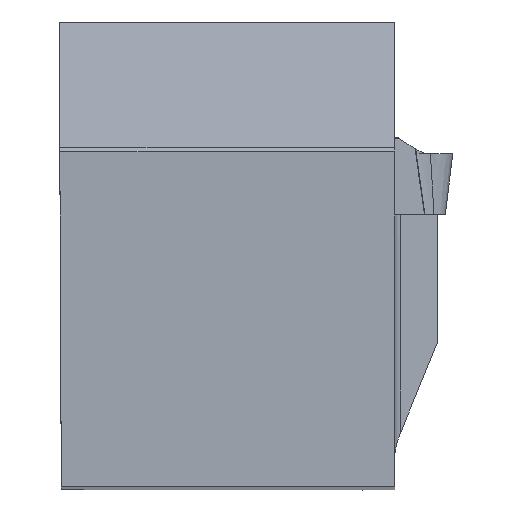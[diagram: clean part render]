
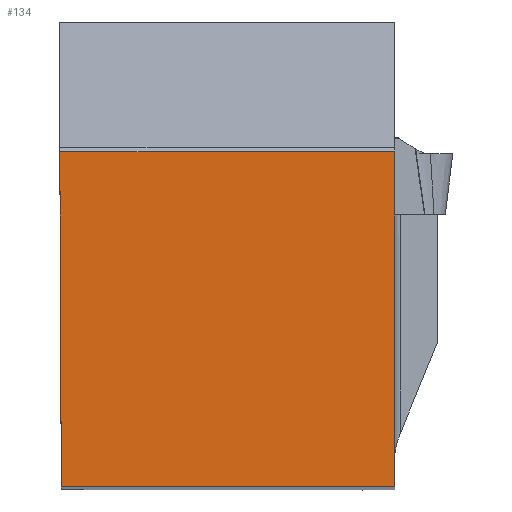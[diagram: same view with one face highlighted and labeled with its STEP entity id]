
A CAD part, top view. The second image highlights one B-rep face of the part: STEP entity #134.
In plain terms, the highlighted planar face has unit normal (0, 0, 1).
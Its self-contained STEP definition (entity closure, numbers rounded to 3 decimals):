
#134=ADVANCED_FACE('',(#220),#186,.F.);
#186=PLANE('',#1207);
#220=FACE_OUTER_BOUND('',#271,.T.);
#271=EDGE_LOOP('',(#458,#459,#460,#461));
#458=ORIENTED_EDGE('',*,*,#866,.T.);
#459=ORIENTED_EDGE('',*,*,#855,.T.);
#460=ORIENTED_EDGE('',*,*,#867,.F.);
#461=ORIENTED_EDGE('',*,*,#858,.F.);
#739=VERTEX_POINT('',#1570);
#740=VERTEX_POINT('',#1572);
#741=VERTEX_POINT('',#1576);
#742=VERTEX_POINT('',#1578);
#855=EDGE_CURVE('',#740,#739,#1005,.T.);
#858=EDGE_CURVE('',#741,#742,#1008,.T.);
#866=EDGE_CURVE('',#741,#740,#1016,.T.);
#867=EDGE_CURVE('',#742,#739,#1017,.T.);
#1005=LINE('',#1571,#1085);
#1008=LINE('',#1577,#1088);
#1016=LINE('',#1592,#1096);
#1017=LINE('',#1593,#1097);
#1085=VECTOR('',#1320,1.);
#1088=VECTOR('',#1325,1.);
#1096=VECTOR('',#1339,1.);
#1097=VECTOR('',#1340,1.);
#1207=AXIS2_PLACEMENT_3D('',#1594,#1341,#1342);
#1320=DIRECTION('',(0.,1.,0.));
#1325=DIRECTION('',(-0.004,1.,0.));
#1339=DIRECTION('',(1.,0.,0.));
#1340=DIRECTION('',(1.,0.,0.));
#1341=DIRECTION('',(0.,0.,-1.));
#1342=DIRECTION('',(-1.,0.,0.));
#1570=CARTESIAN_POINT('',(25.275,25.275,0.));
#1571=CARTESIAN_POINT('',(25.275,36.275,0.));
#1572=CARTESIAN_POINT('',(25.275,0.,0.));
#1576=CARTESIAN_POINT('',(0.11,0.,0.));
#1577=CARTESIAN_POINT('',(-0.047,36.127,0.));
#1578=CARTESIAN_POINT('',(0.,25.275,0.));
#1592=CARTESIAN_POINT('',(33.865,0.,0.));
#1593=CARTESIAN_POINT('',(33.865,25.275,0.));
#1594=CARTESIAN_POINT('',(33.865,36.275,0.));
